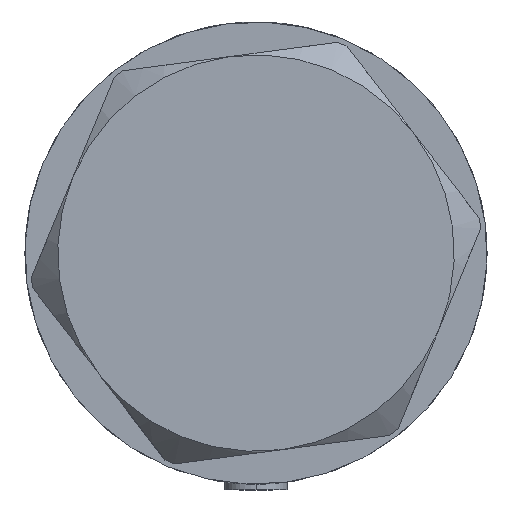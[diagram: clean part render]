
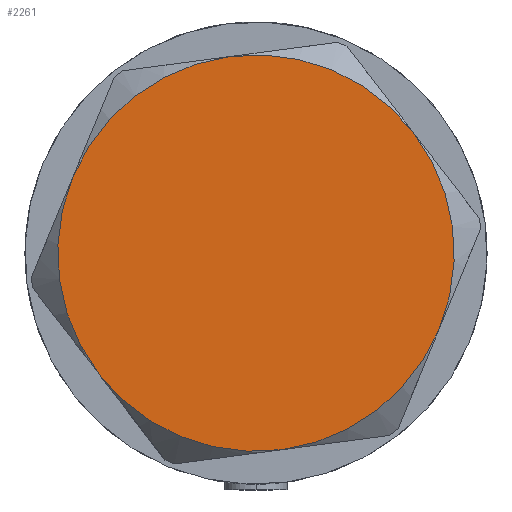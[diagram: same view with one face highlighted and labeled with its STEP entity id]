
A CAD part, left-side view. The second image highlights one B-rep face of the part: STEP entity #2261.
In plain terms, the highlighted face is planar.
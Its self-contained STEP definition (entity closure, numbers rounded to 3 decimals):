
#34 = CARTESIAN_POINT ( 'NONE',  ( 18.875, -32.692, 13. ) ) ;
#185 = EDGE_CURVE ( 'NONE', #3871, #2692, #2624, .T. ) ;
#450 = CIRCLE ( 'NONE', #1785, 37.75 ) ;
#535 = CARTESIAN_POINT ( 'NONE',  ( 0., 0., 13. ) ) ;
#608 = DIRECTION ( 'NONE',  ( 1., 0., 0. ) ) ;
#1166 = DIRECTION ( 'NONE',  ( 1., 0., 0. ) ) ;
#1317 = ORIENTED_EDGE ( 'NONE', *, *, #4187, .T. ) ;
#1339 = CARTESIAN_POINT ( 'NONE',  ( -18.875, 32.692, 13. ) ) ;
#1342 = DIRECTION ( 'NONE',  ( 1., 0., 0. ) ) ;
#1410 = EDGE_CURVE ( 'NONE', #1653, #3292, #2464, .T. ) ;
#1528 = EDGE_CURVE ( 'NONE', #2340, #3666, #1919, .T. ) ;
#1580 = CARTESIAN_POINT ( 'NONE',  ( 0., 0., 13. ) ) ;
#1653 = VERTEX_POINT ( 'NONE', #4762 ) ;
#1706 = DIRECTION ( 'NONE',  ( 0., 0., 1. ) ) ;
#1785 = AXIS2_PLACEMENT_3D ( 'NONE', #3584, #3207, #1342 ) ;
#1919 = CIRCLE ( 'NONE', #2235, 37.75 ) ;
#1979 = ORIENTED_EDGE ( 'NONE', *, *, #3789, .T. ) ;
#1993 = CARTESIAN_POINT ( 'NONE',  ( 0., 0., 13. ) ) ;
#2050 = CARTESIAN_POINT ( 'NONE',  ( 18.875, 32.692, 13. ) ) ;
#2235 = AXIS2_PLACEMENT_3D ( 'NONE', #1993, #4590, #3113 ) ;
#2261 = ADVANCED_FACE ( 'NONE', ( #2674 ), #4556, .T. ) ;
#2340 = VERTEX_POINT ( 'NONE', #2763 ) ;
#2464 = CIRCLE ( 'NONE', #3246, 37.75 ) ;
#2516 = DIRECTION ( 'NONE',  ( 1., 0., 0. ) ) ;
#2528 = DIRECTION ( 'NONE',  ( 0., 0., 1. ) ) ;
#2556 = AXIS2_PLACEMENT_3D ( 'NONE', #4226, #4626, #4172 ) ;
#2624 = CIRCLE ( 'NONE', #3398, 37.75 ) ;
#2674 = FACE_OUTER_BOUND ( 'NONE', #3092, .T. ) ;
#2687 = DIRECTION ( 'NONE',  ( 1., 0., 0. ) ) ;
#2692 = VERTEX_POINT ( 'NONE', #4175 ) ;
#2763 = CARTESIAN_POINT ( 'NONE',  ( 37.75, 0., 13. ) ) ;
#2913 = ORIENTED_EDGE ( 'NONE', *, *, #1528, .T. ) ;
#3092 = EDGE_LOOP ( 'NONE', ( #3309, #2913, #1979, #3697, #1317, #4361 ) ) ;
#3113 = DIRECTION ( 'NONE',  ( 1., 0., 0. ) ) ;
#3207 = DIRECTION ( 'NONE',  ( 0., 0., 1. ) ) ;
#3246 = AXIS2_PLACEMENT_3D ( 'NONE', #4428, #2528, #608 ) ;
#3292 = VERTEX_POINT ( 'NONE', #34 ) ;
#3309 = ORIENTED_EDGE ( 'NONE', *, *, #3857, .T. ) ;
#3354 = CIRCLE ( 'NONE', #4604, 37.75 ) ;
#3398 = AXIS2_PLACEMENT_3D ( 'NONE', #4478, #3784, #1166 ) ;
#3584 = CARTESIAN_POINT ( 'NONE',  ( 0., 0., 13. ) ) ;
#3666 = VERTEX_POINT ( 'NONE', #2050 ) ;
#3697 = ORIENTED_EDGE ( 'NONE', *, *, #185, .T. ) ;
#3784 = DIRECTION ( 'NONE',  ( 0., 0., 1. ) ) ;
#3789 = EDGE_CURVE ( 'NONE', #3666, #3871, #450, .T. ) ;
#3820 = AXIS2_PLACEMENT_3D ( 'NONE', #535, #4620, #2687 ) ;
#3857 = EDGE_CURVE ( 'NONE', #3292, #2340, #3354, .T. ) ;
#3871 = VERTEX_POINT ( 'NONE', #1339 ) ;
#4172 = DIRECTION ( 'NONE',  ( 1., 0., 0. ) ) ;
#4175 = CARTESIAN_POINT ( 'NONE',  ( -37.75, 0., 13. ) ) ;
#4187 = EDGE_CURVE ( 'NONE', #2692, #1653, #4374, .T. ) ;
#4226 = CARTESIAN_POINT ( 'NONE',  ( 0., 0., 13. ) ) ;
#4361 = ORIENTED_EDGE ( 'NONE', *, *, #1410, .T. ) ;
#4374 = CIRCLE ( 'NONE', #3820, 37.75 ) ;
#4428 = CARTESIAN_POINT ( 'NONE',  ( 0., 0., 13. ) ) ;
#4478 = CARTESIAN_POINT ( 'NONE',  ( 0., 0., 13. ) ) ;
#4556 = PLANE ( 'NONE',  #2556 ) ;
#4590 = DIRECTION ( 'NONE',  ( 0., 0., 1. ) ) ;
#4604 = AXIS2_PLACEMENT_3D ( 'NONE', #1580, #1706, #2516 ) ;
#4620 = DIRECTION ( 'NONE',  ( 0., 0., 1. ) ) ;
#4626 = DIRECTION ( 'NONE',  ( 0., 0., 1. ) ) ;
#4762 = CARTESIAN_POINT ( 'NONE',  ( -18.875, -32.692, 13. ) ) ;
